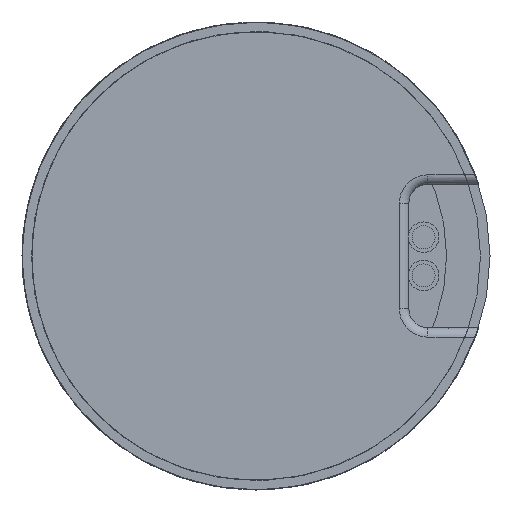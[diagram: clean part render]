
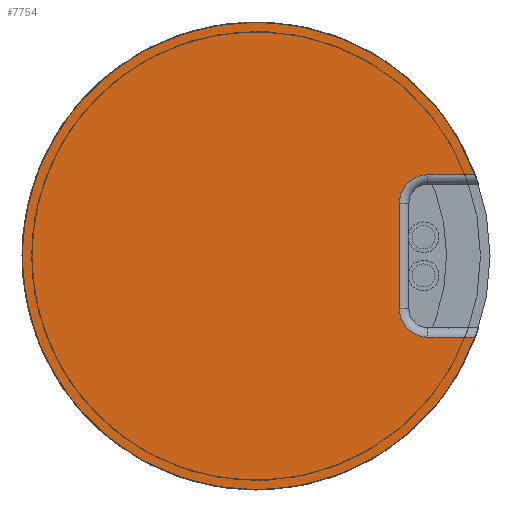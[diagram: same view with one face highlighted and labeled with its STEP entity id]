
A CAD part, front view. The second image highlights one B-rep face of the part: STEP entity #7754.
In plain terms, the highlighted face is planar.
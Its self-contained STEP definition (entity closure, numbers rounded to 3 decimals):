
#36 = EDGE_CURVE ( 'NONE', #8297, #4511, #5721, .T. ) ;
#111 = DIRECTION ( 'NONE',  ( 0., 0., 1. ) ) ;
#369 = CARTESIAN_POINT ( 'NONE',  ( -11.489, 4.25, 0. ) ) ;
#508 = ORIENTED_EDGE ( 'NONE', *, *, #7351, .T. ) ;
#775 = EDGE_CURVE ( 'NONE', #1457, #5039, #5623, .T. ) ;
#931 = EDGE_CURVE ( 'NONE', #4163, #1033, #6943, .T. ) ;
#1019 = AXIS2_PLACEMENT_3D ( 'NONE', #3194, #3244, #7639 ) ;
#1033 = VERTEX_POINT ( 'NONE', #369 ) ;
#1292 = CARTESIAN_POINT ( 'NONE',  ( 0., 0., 0. ) ) ;
#1329 = DIRECTION ( 'NONE',  ( 0., 0., 1. ) ) ;
#1457 = VERTEX_POINT ( 'NONE', #5806 ) ;
#2419 = CARTESIAN_POINT ( 'NONE',  ( 0., 4.25, 0. ) ) ;
#2678 = ORIENTED_EDGE ( 'NONE', *, *, #6918, .F. ) ;
#3194 = CARTESIAN_POINT ( 'NONE',  ( -9., 2.75, 0. ) ) ;
#3244 = DIRECTION ( 'NONE',  ( 0., 0., 1. ) ) ;
#3734 = CIRCLE ( 'NONE', #1019, 1.5 ) ;
#3985 = CARTESIAN_POINT ( 'NONE',  ( -9., -2.75, 0. ) ) ;
#4154 = VECTOR ( 'NONE', #6144, 1000. ) ;
#4163 = VERTEX_POINT ( 'NONE', #5454 ) ;
#4386 = CARTESIAN_POINT ( 'NONE',  ( -7.5, 2.75, 0. ) ) ;
#4511 = VERTEX_POINT ( 'NONE', #6752 ) ;
#4706 = AXIS2_PLACEMENT_3D ( 'NONE', #7765, #5668, #5709 ) ;
#4909 = ORIENTED_EDGE ( 'NONE', *, *, #775, .T. ) ;
#5039 = VERTEX_POINT ( 'NONE', #4386 ) ;
#5157 = FACE_OUTER_BOUND ( 'NONE', #7335, .T. ) ;
#5401 = ORIENTED_EDGE ( 'NONE', *, *, #36, .T. ) ;
#5454 = CARTESIAN_POINT ( 'NONE',  ( -9., 4.25, 0. ) ) ;
#5623 = LINE ( 'NONE', #8227, #4154 ) ;
#5661 = DIRECTION ( 'NONE',  ( -1., 0., 0. ) ) ;
#5668 = DIRECTION ( 'NONE',  ( 0., 0., 1. ) ) ;
#5709 = DIRECTION ( 'NONE',  ( 1., 0., 0. ) ) ;
#5721 = LINE ( 'NONE', #6313, #7285 ) ;
#5763 = VECTOR ( 'NONE', #5661, 1000. ) ;
#5806 = CARTESIAN_POINT ( 'NONE',  ( -7.5, -2.75, 0. ) ) ;
#5983 = ORIENTED_EDGE ( 'NONE', *, *, #931, .T. ) ;
#6098 = CIRCLE ( 'NONE', #7184, 12.25 ) ;
#6144 = DIRECTION ( 'NONE',  ( 0., 1., 0. ) ) ;
#6313 = CARTESIAN_POINT ( 'NONE',  ( 0., -4.25, 0. ) ) ;
#6490 = DIRECTION ( 'NONE',  ( 1., 0., 0. ) ) ;
#6511 = EDGE_CURVE ( 'NONE', #4511, #1457, #8003, .T. ) ;
#6588 = DIRECTION ( 'NONE',  ( 1., 0., 0. ) ) ;
#6752 = CARTESIAN_POINT ( 'NONE',  ( -9., -4.25, 0. ) ) ;
#6769 = AXIS2_PLACEMENT_3D ( 'NONE', #3985, #111, #6588 ) ;
#6918 = EDGE_CURVE ( 'NONE', #8297, #1033, #6098, .T. ) ;
#6943 = LINE ( 'NONE', #2419, #5763 ) ;
#7184 = AXIS2_PLACEMENT_3D ( 'NONE', #1292, #1329, #6490 ) ;
#7285 = VECTOR ( 'NONE', #8323, 1000. ) ;
#7335 = EDGE_LOOP ( 'NONE', ( #508, #5983, #2678, #5401, #7393, #4909 ) ) ;
#7351 = EDGE_CURVE ( 'NONE', #5039, #4163, #3734, .T. ) ;
#7393 = ORIENTED_EDGE ( 'NONE', *, *, #6511, .T. ) ;
#7534 = CARTESIAN_POINT ( 'NONE',  ( -11.489, -4.25, 0. ) ) ;
#7639 = DIRECTION ( 'NONE',  ( 1., 0., 0. ) ) ;
#7754 = ADVANCED_FACE ( 'NONE', ( #5157 ), #7803, .F. ) ;
#7765 = CARTESIAN_POINT ( 'NONE',  ( 0., 0., 0. ) ) ;
#7803 = PLANE ( 'NONE',  #4706 ) ;
#8003 = CIRCLE ( 'NONE', #6769, 1.5 ) ;
#8227 = CARTESIAN_POINT ( 'NONE',  ( -7.5, 0., 0. ) ) ;
#8297 = VERTEX_POINT ( 'NONE', #7534 ) ;
#8323 = DIRECTION ( 'NONE',  ( 1., 0., 0. ) ) ;
